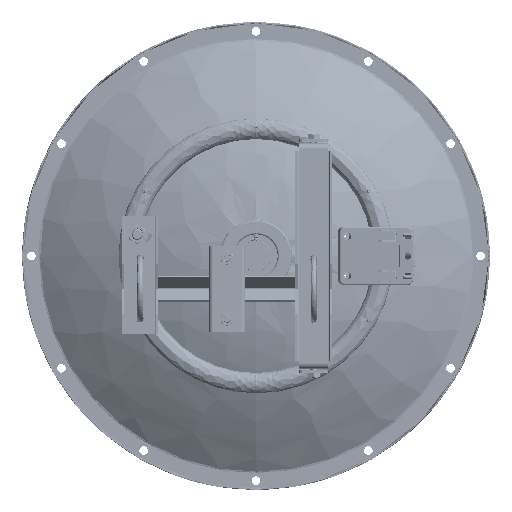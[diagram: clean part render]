
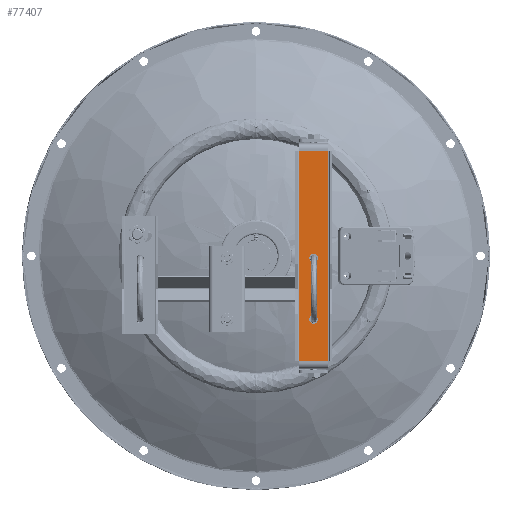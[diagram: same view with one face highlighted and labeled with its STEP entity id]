
A CAD part, left-side view. The second image highlights one B-rep face of the part: STEP entity #77407.
In plain terms, the highlighted planar face has unit normal (-1, 0, 0).
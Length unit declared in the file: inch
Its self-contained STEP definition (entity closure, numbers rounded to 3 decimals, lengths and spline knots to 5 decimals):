
#9173 = DIRECTION ( 'NONE',  ( 0., 1., 0. ) ) ;
#9230 = DIRECTION ( 'NONE',  ( 0., 0., 1. ) ) ;
#9841 = VERTEX_POINT ( 'NONE', #69560 ) ;
#12443 = AXIS2_PLACEMENT_3D ( 'NONE', #21412, #22695, #118707 ) ;
#13122 = DIRECTION ( 'NONE',  ( 1., 0., 0. ) ) ;
#15236 = VECTOR ( 'NONE', #225208, 39.37008 ) ;
#16270 = DIRECTION ( 'NONE',  ( 0., 0., 1. ) ) ;
#16595 = ORIENTED_EDGE ( 'NONE', *, *, #199144, .T. ) ;
#21412 = CARTESIAN_POINT ( 'NONE',  ( -3.53543, -3.14961, -3.46457 ) ) ;
#22695 = DIRECTION ( 'NONE',  ( 1., 0., 0. ) ) ;
#25378 = VERTEX_POINT ( 'NONE', #93617 ) ;
#29183 = AXIS2_PLACEMENT_3D ( 'NONE', #155097, #13122, #9230 ) ;
#29574 = AXIS2_PLACEMENT_3D ( 'NONE', #65715, #110348, #9173 ) ;
#33068 = CARTESIAN_POINT ( 'NONE',  ( -3.53543, -3.14961, -0.11811 ) ) ;
#33431 = CIRCLE ( 'NONE', #12443, 0.23622 ) ;
#42086 = VECTOR ( 'NONE', #59372, 39.37008 ) ;
#43732 = CARTESIAN_POINT ( 'NONE',  ( -3.53543, -3.14961, 5.72835 ) ) ;
#44682 = LINE ( 'NONE', #126204, #132654 ) ;
#44691 = FACE_OUTER_BOUND ( 'NONE', #210932, .T. ) ;
#47680 = VERTEX_POINT ( 'NONE', #55582 ) ;
#54340 = ORIENTED_EDGE ( 'NONE', *, *, #218233, .T. ) ;
#54741 = VERTEX_POINT ( 'NONE', #163415 ) ;
#55411 = ORIENTED_EDGE ( 'NONE', *, *, #66282, .T. ) ;
#55582 = CARTESIAN_POINT ( 'NONE',  ( -3.53543, -3.14961, 0.11811 ) ) ;
#58155 = EDGE_CURVE ( 'NONE', #253402, #25378, #154593, .T. ) ;
#59372 = DIRECTION ( 'NONE',  ( 0., 0., 1. ) ) ;
#65715 = CARTESIAN_POINT ( 'NONE',  ( -3.53543, -3.97874, 5.95748 ) ) ;
#66282 = EDGE_CURVE ( 'NONE', #47680, #226664, #106025, .T. ) ;
#68622 = DIRECTION ( 'NONE',  ( 0., 0., 1. ) ) ;
#69560 = CARTESIAN_POINT ( 'NONE',  ( -3.53543, -3.94685, 5.72835 ) ) ;
#77407 = ADVANCED_FACE ( 'NONE', ( #107743, #189316, #44691 ), #186714, .T. ) ;
#78235 = EDGE_CURVE ( 'NONE', #247692, #171359, #244070, .T. ) ;
#87447 = CARTESIAN_POINT ( 'NONE',  ( -3.53543, -3.14961, -5.72835 ) ) ;
#93617 = CARTESIAN_POINT ( 'NONE',  ( -3.53543, -3.14961, -3.70079 ) ) ;
#94983 = EDGE_CURVE ( 'NONE', #247692, #54741, #44682, .T. ) ;
#100090 = CARTESIAN_POINT ( 'NONE',  ( -3.53543, -3.14961, -0.35433 ) ) ;
#102958 = LINE ( 'NONE', #43732, #15236 ) ;
#104245 = ORIENTED_EDGE ( 'NONE', *, *, #94983, .F. ) ;
#106025 = CIRCLE ( 'NONE', #160709, 0.23622 ) ;
#107743 = FACE_BOUND ( 'NONE', #189225, .T. ) ;
#110348 = DIRECTION ( 'NONE',  ( -1., 0., 0. ) ) ;
#118707 = DIRECTION ( 'NONE',  ( 0., 0., 1. ) ) ;
#120884 = CARTESIAN_POINT ( 'NONE',  ( -3.53543, -3.94685, -5.72835 ) ) ;
#124902 = DIRECTION ( 'NONE',  ( 0., 0., 1. ) ) ;
#126204 = CARTESIAN_POINT ( 'NONE',  ( -3.53543, -2.35236, 0. ) ) ;
#131845 = ORIENTED_EDGE ( 'NONE', *, *, #177314, .T. ) ;
#132654 = VECTOR ( 'NONE', #124902, 39.37008 ) ;
#135924 = CARTESIAN_POINT ( 'NONE',  ( -3.53543, -3.14961, -0.11811 ) ) ;
#152755 = DIRECTION ( 'NONE',  ( 1., 0., 0. ) ) ;
#152914 = ORIENTED_EDGE ( 'NONE', *, *, #78235, .T. ) ;
#153098 = DIRECTION ( 'NONE',  ( 1., 0., 0. ) ) ;
#154593 = CIRCLE ( 'NONE', #29183, 0.23622 ) ;
#155097 = CARTESIAN_POINT ( 'NONE',  ( -3.53543, -3.14961, -3.46457 ) ) ;
#160709 = AXIS2_PLACEMENT_3D ( 'NONE', #135924, #153098, #16270 ) ;
#161950 = LINE ( 'NONE', #239606, #42086 ) ;
#163415 = CARTESIAN_POINT ( 'NONE',  ( -3.53543, -2.35236, 5.72835 ) ) ;
#167682 = DIRECTION ( 'NONE',  ( 0., -1., 0. ) ) ;
#171359 = VERTEX_POINT ( 'NONE', #120884 ) ;
#177314 = EDGE_CURVE ( 'NONE', #25378, #253402, #33431, .T. ) ;
#180589 = ORIENTED_EDGE ( 'NONE', *, *, #58155, .T. ) ;
#186714 = PLANE ( 'NONE',  #29574 ) ;
#189225 = EDGE_LOOP ( 'NONE', ( #180589, #131845 ) ) ;
#189316 = FACE_BOUND ( 'NONE', #250557, .T. ) ;
#199144 = EDGE_CURVE ( 'NONE', #226664, #47680, #228496, .T. ) ;
#203154 = AXIS2_PLACEMENT_3D ( 'NONE', #33068, #152755, #68622 ) ;
#206547 = EDGE_CURVE ( 'NONE', #171359, #9841, #161950, .T. ) ;
#207896 = ORIENTED_EDGE ( 'NONE', *, *, #206547, .T. ) ;
#210932 = EDGE_LOOP ( 'NONE', ( #207896, #54340, #104245, #152914 ) ) ;
#214067 = CARTESIAN_POINT ( 'NONE',  ( -3.53543, -3.14961, -3.22835 ) ) ;
#218233 = EDGE_CURVE ( 'NONE', #9841, #54741, #102958, .T. ) ;
#225208 = DIRECTION ( 'NONE',  ( 0., 1., 0. ) ) ;
#226664 = VERTEX_POINT ( 'NONE', #100090 ) ;
#227245 = VECTOR ( 'NONE', #167682, 39.37008 ) ;
#228496 = CIRCLE ( 'NONE', #203154, 0.23622 ) ;
#239606 = CARTESIAN_POINT ( 'NONE',  ( -3.53543, -3.94685, 0. ) ) ;
#244070 = LINE ( 'NONE', #87447, #227245 ) ;
#247692 = VERTEX_POINT ( 'NONE', #253000 ) ;
#250557 = EDGE_LOOP ( 'NONE', ( #55411, #16595 ) ) ;
#253000 = CARTESIAN_POINT ( 'NONE',  ( -3.53543, -2.35236, -5.72835 ) ) ;
#253402 = VERTEX_POINT ( 'NONE', #214067 ) ;
